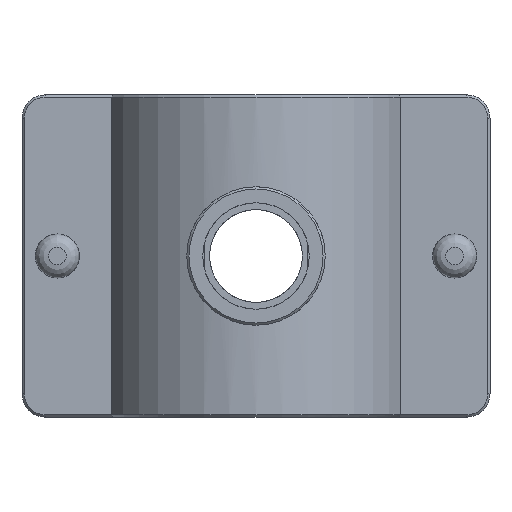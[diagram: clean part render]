
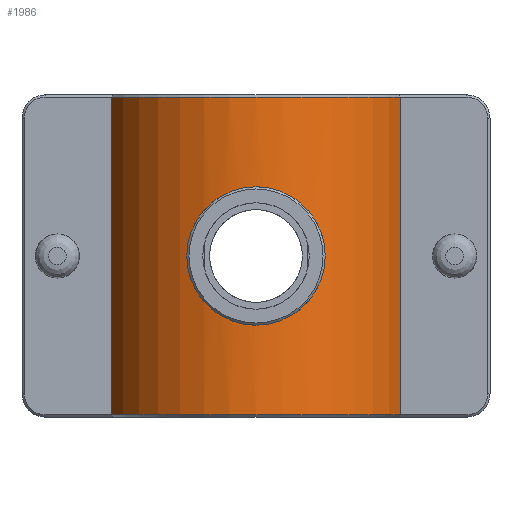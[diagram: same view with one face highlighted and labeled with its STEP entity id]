
A CAD part, front view. The second image highlights one B-rep face of the part: STEP entity #1986.
In plain terms, the highlighted cylindrical face has radius 35 mm (diameter 70 mm), a partial arc.
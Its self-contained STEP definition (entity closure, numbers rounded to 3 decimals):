
#64=LINE('',#2925,#220);
#65=LINE('',#2926,#221);
#160=LINE('',#3410,#316);
#161=LINE('',#3412,#317);
#220=VECTOR('',#2275,6.134);
#221=VECTOR('',#2276,6.134);
#316=VECTOR('',#2597,72.);
#317=VECTOR('',#2600,72.);
#460=FACE_BOUND('',#785,.T.);
#528=CIRCLE('',#2149,35.);
#529=CIRCLE('',#2152,35.);
#639=FACE_OUTER_BOUND('',#784,.T.);
#784=EDGE_LOOP('',(#1624,#1625,#1626,#1627));
#785=EDGE_LOOP('',(#1628,#1629,#1630,#1631));
#866=B_SPLINE_CURVE_WITH_KNOTS('',3,(#2883,#2884,#2885,#2886,#2887,#2888,
#2889,#2890,#2891,#2892,#2893,#2894,#2895,#2896,#2897,#2898,#2899,#2900),
 .UNSPECIFIED.,.F.,.F.,(4,2,2,2,2,2,2,2,4),(3.968,4.125,
4.583,5.042,5.5,5.958,6.416,
6.875,7.032),.UNSPECIFIED.);
#867=B_SPLINE_CURVE_WITH_KNOTS('',3,(#2905,#2906,#2907,#2908,#2909,#2910,
#2911,#2912,#2913,#2914,#2915,#2916,#2917,#2918,#2919,#2920,#2921,#2922),
 .UNSPECIFIED.,.F.,.F.,(4,2,2,2,2,2,2,2,4),(0.301,0.458,
0.917,1.375,1.833,2.291,2.75,
3.208,3.365),.UNSPECIFIED.);
#885=VERTEX_POINT('',#2881);
#886=VERTEX_POINT('',#2882);
#887=VERTEX_POINT('',#2903);
#888=VERTEX_POINT('',#2904);
#983=VERTEX_POINT('',#3350);
#984=VERTEX_POINT('',#3355);
#985=VERTEX_POINT('',#3362);
#987=VERTEX_POINT('',#3371);
#1065=EDGE_CURVE('',#885,#886,#866,.T.);
#1067=EDGE_CURVE('',#887,#888,#867,.T.);
#1069=EDGE_CURVE('',#886,#887,#64,.T.);
#1070=EDGE_CURVE('',#888,#885,#65,.T.);
#1206=EDGE_CURVE('',#983,#984,#528,.T.);
#1212=EDGE_CURVE('',#987,#985,#529,.T.);
#1229=EDGE_CURVE('',#983,#985,#160,.T.);
#1230=EDGE_CURVE('',#984,#987,#161,.T.);
#1624=ORIENTED_EDGE('',*,*,#1206,.F.);
#1625=ORIENTED_EDGE('',*,*,#1229,.T.);
#1626=ORIENTED_EDGE('',*,*,#1212,.F.);
#1627=ORIENTED_EDGE('',*,*,#1230,.F.);
#1628=ORIENTED_EDGE('',*,*,#1065,.T.);
#1629=ORIENTED_EDGE('',*,*,#1069,.T.);
#1630=ORIENTED_EDGE('',*,*,#1067,.T.);
#1631=ORIENTED_EDGE('',*,*,#1070,.T.);
#1899=CYLINDRICAL_SURFACE('',#2167,35.);
#1986=ADVANCED_FACE('',(#639,#460),#1899,.T.);
#2149=AXIS2_PLACEMENT_3D('',#3356,#2547,#2548);
#2152=AXIS2_PLACEMENT_3D('',#3376,#2555,#2556);
#2167=AXIS2_PLACEMENT_3D('',#3411,#2598,#2599);
#2275=DIRECTION('',(0.,0.,1.));
#2276=DIRECTION('',(0.,0.,-1.));
#2547=DIRECTION('center_axis',(0.,0.,-1.));
#2548=DIRECTION('ref_axis',(1.,0.,0.));
#2555=DIRECTION('center_axis',(0.,0.,1.));
#2556=DIRECTION('ref_axis',(1.,0.,0.));
#2597=DIRECTION('',(0.,0.,1.));
#2598=DIRECTION('center_axis',(0.,0.,1.));
#2599=DIRECTION('ref_axis',(1.,0.,0.));
#2600=DIRECTION('',(0.,0.,1.));
#2881=CARTESIAN_POINT('',(11.662,-33.,-3.067));
#2882=CARTESIAN_POINT('',(-11.662,-33.,-3.067));
#2883=CARTESIAN_POINT('Ctrl Pts',(11.662,-33.,-3.067));
#2884=CARTESIAN_POINT('Ctrl Pts',(11.522,-33.049,-3.599));
#2885=CARTESIAN_POINT('Ctrl Pts',(11.345,-33.111,-4.123));
#2886=CARTESIAN_POINT('Ctrl Pts',(10.516,-33.389,-6.115));
#2887=CARTESIAN_POINT('Ctrl Pts',(9.591,-33.678,-7.463));
#2888=CARTESIAN_POINT('Ctrl Pts',(7.463,-34.213,-9.59));
#2889=CARTESIAN_POINT('Ctrl Pts',(6.116,-34.494,-10.516));
#2890=CARTESIAN_POINT('Ctrl Pts',(3.148,-34.89,-11.751));
#2891=CARTESIAN_POINT('Ctrl Pts',(1.527,-35.,-12.059));
#2892=CARTESIAN_POINT('Ctrl Pts',(-1.527,-35.,-12.059));
#2893=CARTESIAN_POINT('Ctrl Pts',(-3.148,-34.89,-11.751));
#2894=CARTESIAN_POINT('Ctrl Pts',(-6.116,-34.494,-10.516));
#2895=CARTESIAN_POINT('Ctrl Pts',(-7.463,-34.213,-9.59));
#2896=CARTESIAN_POINT('Ctrl Pts',(-9.591,-33.678,-7.463));
#2897=CARTESIAN_POINT('Ctrl Pts',(-10.516,-33.389,-6.115));
#2898=CARTESIAN_POINT('Ctrl Pts',(-11.345,-33.111,-4.123));
#2899=CARTESIAN_POINT('Ctrl Pts',(-11.522,-33.049,-3.599));
#2900=CARTESIAN_POINT('Ctrl Pts',(-11.662,-33.,-3.067));
#2903=CARTESIAN_POINT('',(-11.662,-33.,3.067));
#2904=CARTESIAN_POINT('',(11.662,-33.,3.067));
#2905=CARTESIAN_POINT('Ctrl Pts',(-11.662,-33.,3.067));
#2906=CARTESIAN_POINT('Ctrl Pts',(-11.522,-33.049,3.599));
#2907=CARTESIAN_POINT('Ctrl Pts',(-11.345,-33.111,4.123));
#2908=CARTESIAN_POINT('Ctrl Pts',(-10.516,-33.389,6.115));
#2909=CARTESIAN_POINT('Ctrl Pts',(-9.591,-33.678,7.463));
#2910=CARTESIAN_POINT('Ctrl Pts',(-7.463,-34.213,9.59));
#2911=CARTESIAN_POINT('Ctrl Pts',(-6.116,-34.494,10.516));
#2912=CARTESIAN_POINT('Ctrl Pts',(-3.148,-34.89,11.751));
#2913=CARTESIAN_POINT('Ctrl Pts',(-1.527,-35.,12.059));
#2914=CARTESIAN_POINT('Ctrl Pts',(1.527,-35.,12.059));
#2915=CARTESIAN_POINT('Ctrl Pts',(3.148,-34.89,11.751));
#2916=CARTESIAN_POINT('Ctrl Pts',(6.116,-34.494,10.516));
#2917=CARTESIAN_POINT('Ctrl Pts',(7.463,-34.213,9.59));
#2918=CARTESIAN_POINT('Ctrl Pts',(9.591,-33.678,7.463));
#2919=CARTESIAN_POINT('Ctrl Pts',(10.516,-33.389,6.115));
#2920=CARTESIAN_POINT('Ctrl Pts',(11.345,-33.111,4.123));
#2921=CARTESIAN_POINT('Ctrl Pts',(11.522,-33.049,3.599));
#2922=CARTESIAN_POINT('Ctrl Pts',(11.662,-33.,3.067));
#2925=CARTESIAN_POINT('',(-11.662,-33.,0.));
#2926=CARTESIAN_POINT('',(11.662,-33.,0.));
#3350=CARTESIAN_POINT('',(32.692,-12.5,-36.));
#3355=CARTESIAN_POINT('',(-32.692,-12.5,-36.));
#3356=CARTESIAN_POINT('Origin',(0.,0.,-36.));
#3362=CARTESIAN_POINT('',(32.692,-12.5,36.));
#3371=CARTESIAN_POINT('',(-32.692,-12.5,36.));
#3376=CARTESIAN_POINT('Origin',(0.,0.,36.));
#3410=CARTESIAN_POINT('',(32.692,-12.5,0.));
#3411=CARTESIAN_POINT('Origin',(0.,0.,0.));
#3412=CARTESIAN_POINT('',(-32.692,-12.5,0.));
